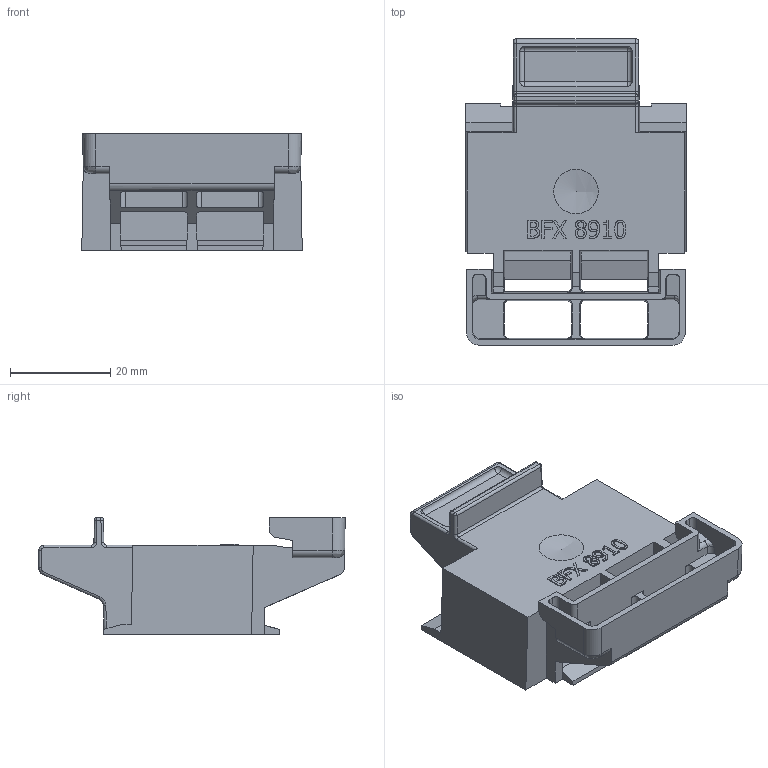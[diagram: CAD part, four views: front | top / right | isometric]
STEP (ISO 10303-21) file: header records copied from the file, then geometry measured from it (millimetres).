
FILE_DESCRIPTION((''),'2;1');
FILE_NAME('FILE_STP_CAD_DRAWING_BA003091-P01.stp','2016-03-09T06:21:11',(''),(''),'Autodesk Inventor 2013','Autodesk Inventor 2013','');
FILE_SCHEMA(('AUTOMOTIVE_DESIGN { 1 0 10303 214 1 1 1 1 }'));
Length unit declared in the file: millimetre
Products named in the file (1): BA003091-P01
Bounding box: 44.02 x 61.19 x 23.3 mm (x, y, z)
Volume: 10869.7 mm3; surface area: 13003.3 mm2
Topology: 1 solids, 1 shells, 340 faces, 923 edges, 580 vertices
Faces by surface type: plane 165, bspline 81, cylinder 77, sphere 17
Entity records: 11396 total; most frequent: CARTESIAN_POINT 3278, ORIENTED_EDGE 1810, DIRECTION 1460, EDGE_CURVE 905, VECTOR 598, LINE 598, VERTEX_POINT 579, AXIS2_PLACEMENT_3D 431
